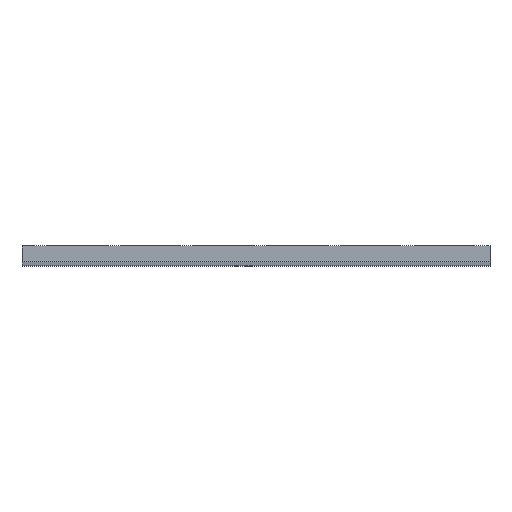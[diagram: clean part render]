
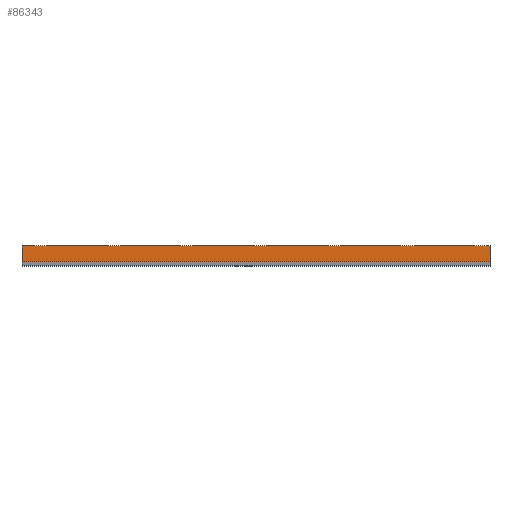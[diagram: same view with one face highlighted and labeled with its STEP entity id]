
A CAD part, top view. The second image highlights one B-rep face of the part: STEP entity #86343.
In plain terms, the highlighted planar face has unit normal (0, 0, 1).
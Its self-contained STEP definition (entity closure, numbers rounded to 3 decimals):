
#69=DIRECTION('',(0.,1.,0.));
#70=VECTOR('',#69,4.);
#71=CARTESIAN_POINT('',(0.,-4.,38.));
#72=LINE('',#71,#70);
#113=DIRECTION('',(0.,1.,0.));
#114=VECTOR('',#113,4.);
#115=CARTESIAN_POINT('',(119.2,-4.,38.));
#116=LINE('',#115,#114);
#323=DIRECTION('',(1.,0.,0.));
#324=VECTOR('',#323,119.2);
#325=CARTESIAN_POINT('',(0.,0.,38.));
#326=LINE('',#325,#324);
#31937=DIRECTION('',(-1.,0.,0.));
#31938=VECTOR('',#31937,119.2);
#31939=CARTESIAN_POINT('',(119.2,-4.,38.));
#31940=LINE('',#31939,#31938);
#31963=CARTESIAN_POINT('',(0.,0.,38.));
#31965=VERTEX_POINT('',#31963);
#31991=CARTESIAN_POINT('',(119.2,0.,38.));
#31993=VERTEX_POINT('',#31991);
#38253=CARTESIAN_POINT('',(119.2,-4.,38.));
#38254=CARTESIAN_POINT('',(0.,-4.,38.));
#38255=VERTEX_POINT('',#38253);
#38256=VERTEX_POINT('',#38254);
#86332=CARTESIAN_POINT('',(0.,-5.,38.));
#86333=DIRECTION('',(0.,0.,1.));
#86334=DIRECTION('',(0.,1.,0.));
#86335=AXIS2_PLACEMENT_3D('',#86332,#86333,#86334);
#86336=PLANE('',#86335);
#86337=ORIENTED_EDGE('',*,*,#86327,.T.);
#86338=ORIENTED_EDGE('',*,*,#41180,.T.);
#86339=ORIENTED_EDGE('',*,*,#41478,.T.);
#86340=ORIENTED_EDGE('',*,*,#41232,.F.);
#86341=EDGE_LOOP('',(#86337,#86338,#86339,#86340));
#86342=FACE_OUTER_BOUND('',#86341,.F.);
#86343=ADVANCED_FACE('',(#86342),#86336,.T.);
#41180=EDGE_CURVE('',#38256,#31965,#72,.T.);
#41232=EDGE_CURVE('',#38255,#31993,#116,.T.);
#41478=EDGE_CURVE('',#31965,#31993,#326,.T.);
#86327=EDGE_CURVE('',#38255,#38256,#31940,.T.);
